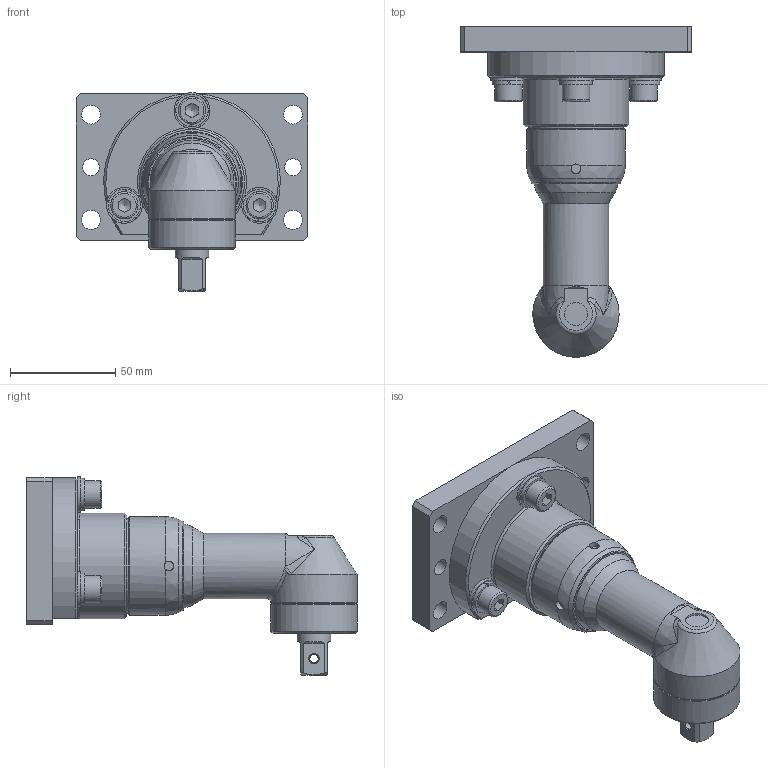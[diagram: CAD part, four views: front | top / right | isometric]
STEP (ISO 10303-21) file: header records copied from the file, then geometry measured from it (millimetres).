
FILE_DESCRIPTION(/* description */ (''),/* implementation_level */ '2;1');
FILE_NAME(/* name */ 'RA080-120-CFT(DS-N059).stp',/* time_stamp */ '2019-10-29T09:34:33+09:00',/* author */ ('y-mizuno'),/* organization */ (''),/* preprocessor_version */ 'ST-DEVELOPER v17',/* originating_system */ 'Autodesk Inventor 2019',/* authorisation */ '');
FILE_SCHEMA (('AUTOMOTIVE_DESIGN { 1 0 10303 214 3 1 1 }'));
Length unit declared in the file: millimetre
Products named in the file (1): RA080-120-CFT(DS-N059)
Bounding box: 110 x 157 x 94.5 mm (x, y, z)
Volume: 285564.7 mm3; surface area: 59422.3 mm2
Topology: 1 solids, 2 shells, 247 faces, 682 edges, 456 vertices
Faces by surface type: plane 120, cylinder 83, cone 23, torus 11, bspline 10
Full cylindrical faces by diameter (mm): 1.6 x1, 3.98 x1, 4.1 x4, 4.6 x4, 4.917 x3, 8 x5, 8.4 x3, 9 x7, 11 x1, 13 x3, 14 x3, 16 x1, 16.6 x1, 17 x3, 18 x1, 25 x1, 31 x1, 35 x1, 39 x1, 40 x3, 41 x1, 45 x3, 47 x1, 50 x1
Entity records: 9183 total; most frequent: CARTESIAN_POINT 2666, DIRECTION 1429, ORIENTED_EDGE 1356, EDGE_CURVE 678, AXIS2_PLACEMENT_3D 611, VERTEX_POINT 456, CIRCLE 361, EDGE_LOOP 300
